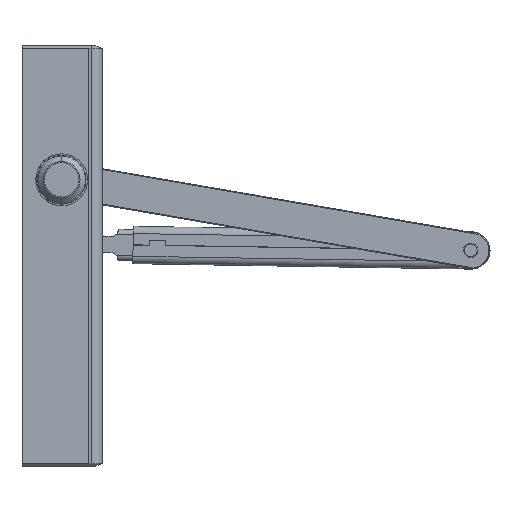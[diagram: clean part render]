
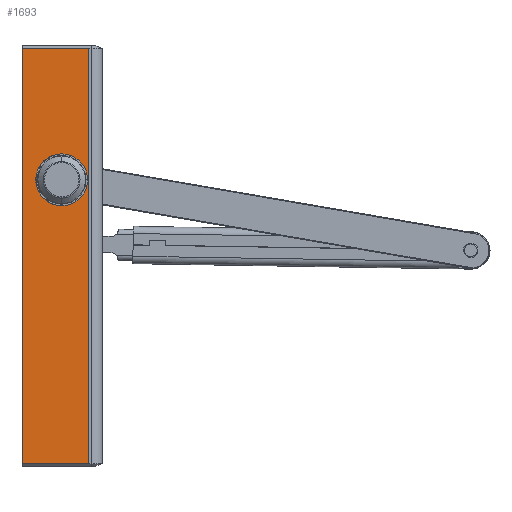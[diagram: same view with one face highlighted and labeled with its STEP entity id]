
A CAD part, front view. The second image highlights one B-rep face of the part: STEP entity #1693.
In plain terms, the highlighted face is planar.
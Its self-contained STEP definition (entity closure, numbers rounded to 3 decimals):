
#932 = CARTESIAN_POINT ( 'NONE',  ( 30., 16.5, -175. ) ) ;
#1693 = ADVANCED_FACE ( 'NONE', ( #86730, #55443 ), #40065, .T. ) ;
#2718 = VECTOR ( 'NONE', #31972, 1000. ) ;
#4614 = VERTEX_POINT ( 'NONE', #932 ) ;
#8470 = ORIENTED_EDGE ( 'NONE', *, *, #68651, .F. ) ;
#11408 = ORIENTED_EDGE ( 'NONE', *, *, #65246, .T. ) ;
#15297 = EDGE_CURVE ( 'NONE', #62724, #28804, #46349, .T. ) ;
#16471 = DIRECTION ( 'NONE',  ( 1., 0., 0. ) ) ;
#16716 = EDGE_LOOP ( 'NONE', ( #8470, #92087, #11408, #23809 ) ) ;
#17746 = ORIENTED_EDGE ( 'NONE', *, *, #29148, .T. ) ;
#23727 = LINE ( 'NONE', #85797, #95108 ) ;
#23779 = AXIS2_PLACEMENT_3D ( 'NONE', #56885, #49169, #73809 ) ;
#23809 = ORIENTED_EDGE ( 'NONE', *, *, #49328, .T. ) ;
#24992 = AXIS2_PLACEMENT_3D ( 'NONE', #55333, #40452, #70223 ) ;
#25971 = VECTOR ( 'NONE', #96642, 1000. ) ;
#28804 = VERTEX_POINT ( 'NONE', #59001 ) ;
#29148 = EDGE_CURVE ( 'NONE', #65612, #36021, #61002, .T. ) ;
#31911 = CARTESIAN_POINT ( 'NONE',  ( 30., 0., 16. ) ) ;
#31972 = DIRECTION ( 'NONE',  ( 0., 0., 1. ) ) ;
#35107 = CARTESIAN_POINT ( 'NONE',  ( 30., 0., -16. ) ) ;
#35460 = EDGE_CURVE ( 'NONE', #36021, #65612, #40111, .T. ) ;
#36021 = VERTEX_POINT ( 'NONE', #31911 ) ;
#39167 = CARTESIAN_POINT ( 'NONE',  ( 30., -24.5, -177. ) ) ;
#40065 = PLANE ( 'NONE',  #84631 ) ;
#40111 = CIRCLE ( 'NONE', #23779, 16. ) ;
#40452 = DIRECTION ( 'NONE',  ( -1., 0., 0. ) ) ;
#46349 = LINE ( 'NONE', #39167, #2718 ) ;
#47309 = DIRECTION ( 'NONE',  ( 0., 1., 0. ) ) ;
#48682 = VECTOR ( 'NONE', #85203, 1000. ) ;
#49169 = DIRECTION ( 'NONE',  ( -1., 0., 0. ) ) ;
#49328 = EDGE_CURVE ( 'NONE', #4614, #70396, #52886, .T. ) ;
#52886 = LINE ( 'NONE', #99069, #48682 ) ;
#55333 = CARTESIAN_POINT ( 'NONE',  ( 30., 0., 0. ) ) ;
#55443 = FACE_BOUND ( 'NONE', #66505, .T. ) ;
#56885 = CARTESIAN_POINT ( 'NONE',  ( 30., 0., 0. ) ) ;
#59001 = CARTESIAN_POINT ( 'NONE',  ( 30., -24.5, 81. ) ) ;
#61002 = CIRCLE ( 'NONE', #24992, 16. ) ;
#62724 = VERTEX_POINT ( 'NONE', #92250 ) ;
#65246 = EDGE_CURVE ( 'NONE', #62724, #4614, #98654, .T. ) ;
#65612 = VERTEX_POINT ( 'NONE', #35107 ) ;
#66505 = EDGE_LOOP ( 'NONE', ( #97091, #17746 ) ) ;
#68651 = EDGE_CURVE ( 'NONE', #28804, #70396, #23727, .T. ) ;
#70223 = DIRECTION ( 'NONE',  ( 0., 1., 0. ) ) ;
#70396 = VERTEX_POINT ( 'NONE', #95295 ) ;
#72362 = DIRECTION ( 'NONE',  ( 0., -1., 0. ) ) ;
#73809 = DIRECTION ( 'NONE',  ( 0., 1., 0. ) ) ;
#84631 = AXIS2_PLACEMENT_3D ( 'NONE', #87732, #16471, #72362 ) ;
#85203 = DIRECTION ( 'NONE',  ( 0., 0., 1. ) ) ;
#85797 = CARTESIAN_POINT ( 'NONE',  ( 30., -24.5, 81. ) ) ;
#86730 = FACE_OUTER_BOUND ( 'NONE', #16716, .T. ) ;
#87732 = CARTESIAN_POINT ( 'NONE',  ( 30., 16.5, -177. ) ) ;
#89451 = CARTESIAN_POINT ( 'NONE',  ( 30., -24.5, -175. ) ) ;
#92087 = ORIENTED_EDGE ( 'NONE', *, *, #15297, .F. ) ;
#92250 = CARTESIAN_POINT ( 'NONE',  ( 30., -24.5, -175. ) ) ;
#95108 = VECTOR ( 'NONE', #47309, 1000. ) ;
#95295 = CARTESIAN_POINT ( 'NONE',  ( 30., 16.5, 81. ) ) ;
#96642 = DIRECTION ( 'NONE',  ( 0., 1., 0. ) ) ;
#97091 = ORIENTED_EDGE ( 'NONE', *, *, #35460, .T. ) ;
#98654 = LINE ( 'NONE', #89451, #25971 ) ;
#99069 = CARTESIAN_POINT ( 'NONE',  ( 30., 16.5, -177. ) ) ;
